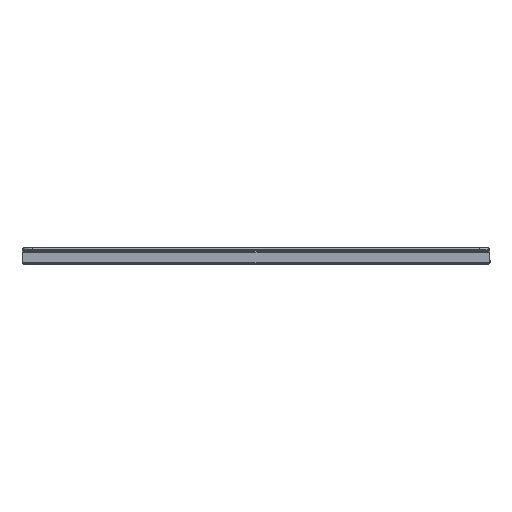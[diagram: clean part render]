
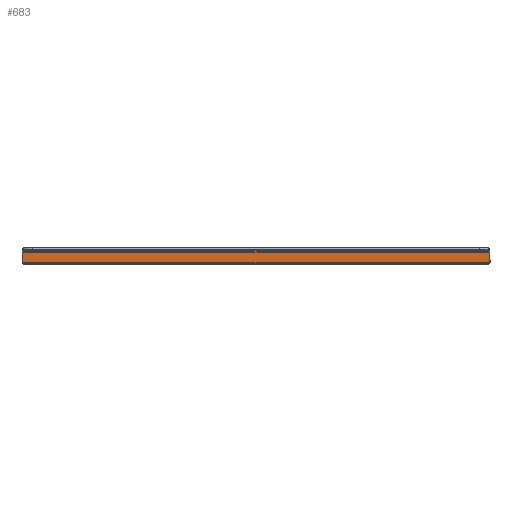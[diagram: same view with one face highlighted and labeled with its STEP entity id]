
A CAD part, left-side view. The second image highlights one B-rep face of the part: STEP entity #683.
In plain terms, the highlighted planar face has unit normal (-1, 0, 0).
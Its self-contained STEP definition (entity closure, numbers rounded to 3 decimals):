
#57 = CARTESIAN_POINT ( 'NONE',  ( 0., 1.141, 1. ) ) ;
#89 = ORIENTED_EDGE ( 'NONE', *, *, #4796, .F. ) ;
#231 = VECTOR ( 'NONE', #1740, 1000. ) ;
#313 = AXIS2_PLACEMENT_3D ( 'NONE', #3201, #4464, #442 ) ;
#380 = DIRECTION ( 'NONE',  ( 0., 1., 0. ) ) ;
#442 = DIRECTION ( 'NONE',  ( 0., 0., -1. ) ) ;
#462 = CARTESIAN_POINT ( 'NONE',  ( 0., 597.859, 14.5 ) ) ;
#516 = EDGE_CURVE ( 'NONE', #4822, #1861, #3181, .T. ) ;
#538 = VERTEX_POINT ( 'NONE', #1625 ) ;
#683 = ADVANCED_FACE ( 'NONE', ( #4841 ), #1642, .F. ) ;
#1239 = EDGE_CURVE ( 'NONE', #4822, #538, #1527, .T. ) ;
#1274 = VECTOR ( 'NONE', #1809, 1000. ) ;
#1527 = LINE ( 'NONE', #4296, #3977 ) ;
#1625 = CARTESIAN_POINT ( 'NONE',  ( 0., 597.859, 1. ) ) ;
#1642 = PLANE ( 'NONE',  #313 ) ;
#1740 = DIRECTION ( 'NONE',  ( 0., 1., 0. ) ) ;
#1768 = LINE ( 'NONE', #2542, #231 ) ;
#1809 = DIRECTION ( 'NONE',  ( 0., 0., 1. ) ) ;
#1861 = VERTEX_POINT ( 'NONE', #4818 ) ;
#2016 = EDGE_LOOP ( 'NONE', ( #3318, #89, #2744, #3570 ) ) ;
#2483 = VERTEX_POINT ( 'NONE', #462 ) ;
#2542 = CARTESIAN_POINT ( 'NONE',  ( 0., 1.707, 14.5 ) ) ;
#2744 = ORIENTED_EDGE ( 'NONE', *, *, #1239, .F. ) ;
#2843 = DIRECTION ( 'NONE',  ( 0., 0., 1. ) ) ;
#2895 = CARTESIAN_POINT ( 'NONE',  ( 0., 1.141, 1. ) ) ;
#3181 = LINE ( 'NONE', #2895, #3397 ) ;
#3201 = CARTESIAN_POINT ( 'NONE',  ( 0., 0., 0. ) ) ;
#3318 = ORIENTED_EDGE ( 'NONE', *, *, #3322, .T. ) ;
#3322 = EDGE_CURVE ( 'NONE', #1861, #2483, #1768, .T. ) ;
#3397 = VECTOR ( 'NONE', #2843, 1000. ) ;
#3479 = LINE ( 'NONE', #3807, #1274 ) ;
#3570 = ORIENTED_EDGE ( 'NONE', *, *, #516, .T. ) ;
#3807 = CARTESIAN_POINT ( 'NONE',  ( 0., 597.859, 1. ) ) ;
#3977 = VECTOR ( 'NONE', #380, 1000. ) ;
#4296 = CARTESIAN_POINT ( 'NONE',  ( 0., 599., 1. ) ) ;
#4464 = DIRECTION ( 'NONE',  ( 1., 0., 0. ) ) ;
#4796 = EDGE_CURVE ( 'NONE', #538, #2483, #3479, .T. ) ;
#4818 = CARTESIAN_POINT ( 'NONE',  ( 0., 1.141, 14.5 ) ) ;
#4822 = VERTEX_POINT ( 'NONE', #57 ) ;
#4841 = FACE_OUTER_BOUND ( 'NONE', #2016, .T. ) ;
